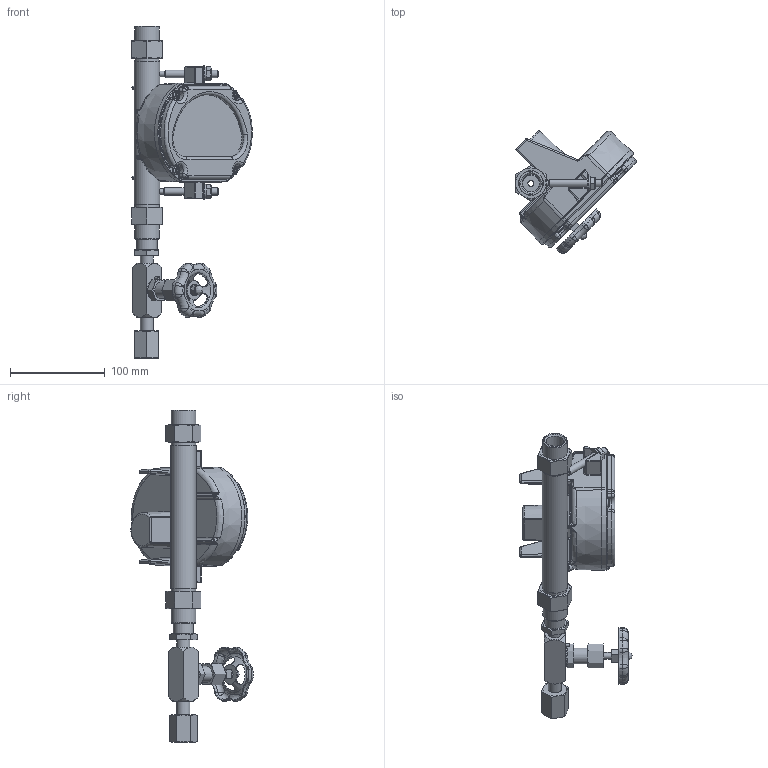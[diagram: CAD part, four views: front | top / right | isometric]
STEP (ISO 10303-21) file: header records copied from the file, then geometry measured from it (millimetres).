
FILE_DESCRIPTION(/* description */ (''),/* implementation_level */ '2;1');
FILE_NAME(/* name */ '',/* time_stamp */ '2015-11-18T09:38:38+01:00',/* author */ (''),/* organization */ (''),/* preprocessor_version */ 'ST-DEVELOPER v14',/* originating_system */ 'SIEMENS PLM Software NX 8.0',/* authorisation */ '');
FILE_SCHEMA (('CONFIG_CONTROL_DESIGN'));
Length unit declared in the file: millimetre
Products named in the file (1): 38xxg_sz7_1_2nptf_gp_vlv_inlet_stp
Bounding box: 127.01 x 128.95 x 350 mm (x, y, z)
Volume: 381444.3 mm3; surface area: 183946.9 mm2
Topology: 22 solids, 22 shells, 1282 faces, 3022 edges, 1745 vertices
Faces by surface type: cylinder 317, plane 293, cone 247, torus 243, bspline 120, sphere 62
Full cylindrical faces by diameter (mm): 3 x1, 4.597 x4, 4.699 x4, 6 x2, 6.35 x2, 6.858 x2, 7 x1, 7.4 x1, 7.6 x1, 7.9 x2, 8.738 x2, 9.271 x4, 9.6 x2, 11.676 x1, 12 x1, 13.716 x2, 16.794 x1, 17.475 x2, 18.66 x2, 18.694 x1, 20 x1, 21 x1, 21.336 x1, 24.5 x2, 24.6 x2, 24.917 x2, 26 x4, 27 x1, 27.1 x2
Entity records: 50041 total; most frequent: CARTESIAN_POINT 21926, DIRECTION 6185, ORIENTED_EDGE 5584, EDGE_CURVE 2792, AXIS2_PLACEMENT_3D 2697, VERTEX_POINT 1723, EDGE_LOOP 1487, CIRCLE 1479
